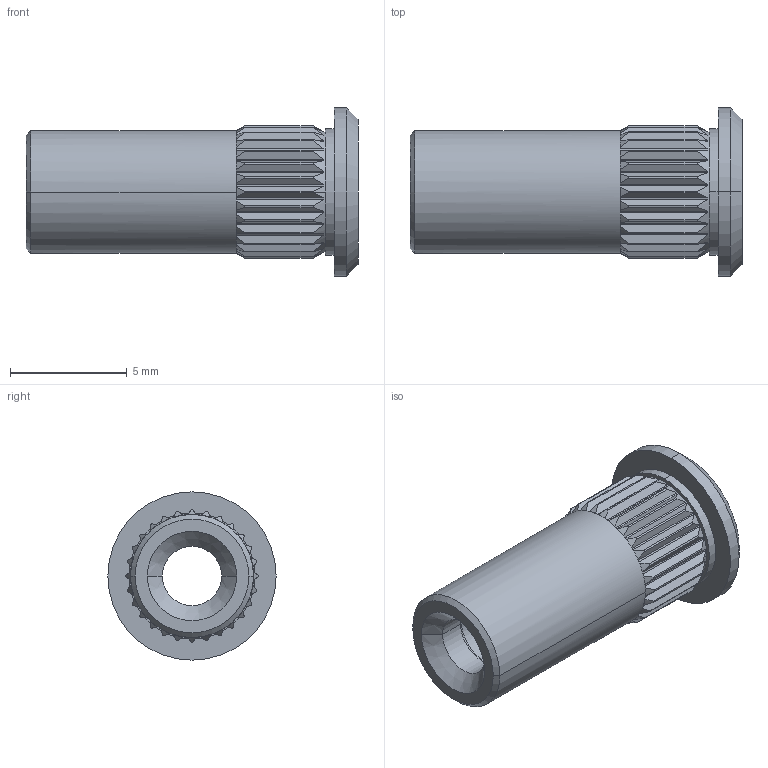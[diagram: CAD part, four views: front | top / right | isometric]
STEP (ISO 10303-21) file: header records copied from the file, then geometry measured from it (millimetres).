
FILE_DESCRIPTION((''),'2;1');
FILE_NAME('EBC12','2009-12-18T',('hhan'),('Tribotek, Inc.'),'PRO/ENGINEER BY PARAMETRIC TECHNOLOGY CORPORATION, 2006510','PRO/ENGINEER BY PARAMETRIC TECHNOLOGY CORPORATION, 2006510','');
FILE_SCHEMA(('CONFIG_CONTROL_DESIGN'));
Length unit declared in the file: inch
Products named in the file (1): EBC12
Bounding box: 14.2 x 7.2 x 7.2 mm (x, y, z)
Volume: 250.6 mm3; surface area: 439.7 mm2
Topology: 1 solids, 1 shells, 222 faces, 586 edges, 368 vertices
Faces by surface type: plane 144, cone 40, cylinder 38
Entity records: 7199 total; most frequent: CARTESIAN_POINT 1813, ORIENTED_EDGE 1172, DIRECTION 1062, EDGE_CURVE 586, AXIS2_PLACEMENT_3D 394, VERTEX_POINT 368, VECTOR 274, LINE 274
